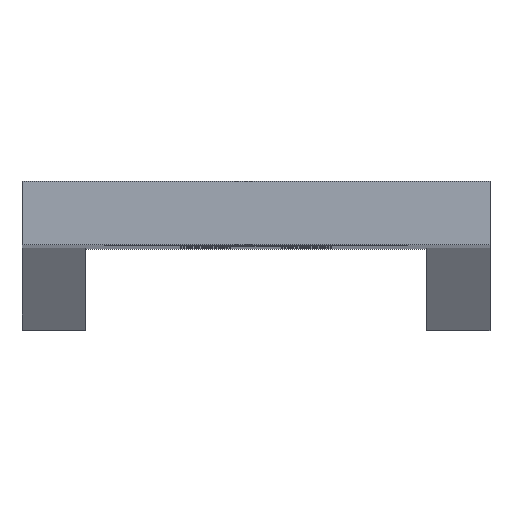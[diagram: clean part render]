
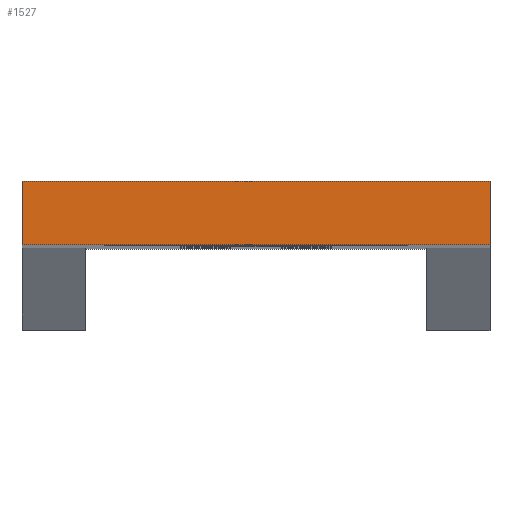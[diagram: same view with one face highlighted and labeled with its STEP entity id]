
A CAD part, top view. The second image highlights one B-rep face of the part: STEP entity #1527.
In plain terms, the highlighted planar face has unit normal (0, 0, 1).
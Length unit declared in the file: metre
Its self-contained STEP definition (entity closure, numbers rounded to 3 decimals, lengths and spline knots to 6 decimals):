
#69=LINE('',#2248,#154);
#89=LINE('',#2319,#174);
#117=LINE('',#2381,#202);
#128=LINE('',#2521,#213);
#154=VECTOR('',#1808,1.);
#174=VECTOR('',#1868,1.);
#202=VECTOR('',#1920,1.);
#213=VECTOR('',#2105,1.);
#549=ORIENTED_EDGE('',*,*,#698,.T.);
#550=ORIENTED_EDGE('',*,*,#749,.F.);
#551=ORIENTED_EDGE('',*,*,#666,.F.);
#552=ORIENTED_EDGE('',*,*,#632,.T.);
#632=EDGE_CURVE('',#812,#811,#69,.T.);
#666=EDGE_CURVE('',#812,#843,#89,.T.);
#698=EDGE_CURVE('',#811,#864,#117,.T.);
#749=EDGE_CURVE('',#843,#864,#128,.T.);
#811=VERTEX_POINT('',#2247);
#812=VERTEX_POINT('',#2249);
#843=VERTEX_POINT('',#2320);
#864=VERTEX_POINT('',#2380);
#1202=EDGE_LOOP('',(#549,#550,#551,#552));
#1413=FACE_BOUND('',#1202,.T.);
#1454=PLANE('',#1712);
#1527=ADVANCED_FACE('',(#1413),#1454,.T.);
#1712=AXIS2_PLACEMENT_3D('',#2545,#2127,#2128);
#1808=DIRECTION('',(1.,0.,0.));
#1868=DIRECTION('',(0.,1.,0.));
#1920=DIRECTION('',(0.,1.,0.));
#2105=DIRECTION('',(1.,0.,0.));
#2127=DIRECTION('',(0.,0.,1.));
#2128=DIRECTION('',(1.,0.,0.));
#2247=CARTESIAN_POINT('',(0.03665,-0.005,0.047543));
#2248=CARTESIAN_POINT('',(-0.00035,-0.005,0.047543));
#2249=CARTESIAN_POINT('',(-0.03735,-0.005,0.047543));
#2319=CARTESIAN_POINT('',(-0.03735,-0.005,0.047543));
#2320=CARTESIAN_POINT('',(-0.03735,0.005,0.047543));
#2380=CARTESIAN_POINT('',(0.03665,0.005,0.047543));
#2381=CARTESIAN_POINT('',(0.03665,-0.005,0.047543));
#2521=CARTESIAN_POINT('',(-0.00035,0.005,0.047543));
#2545=CARTESIAN_POINT('',(-0.00035,-0.005,0.047543));
